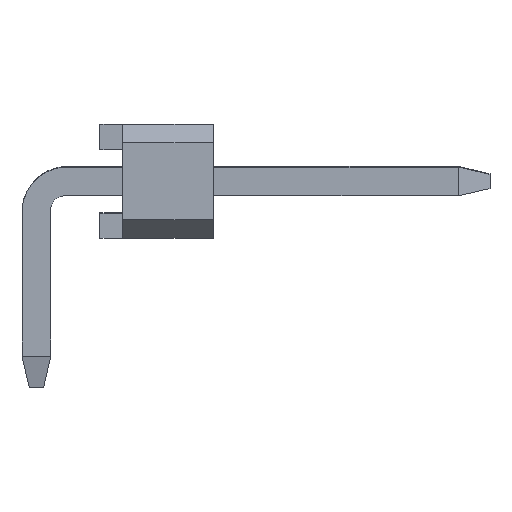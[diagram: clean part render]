
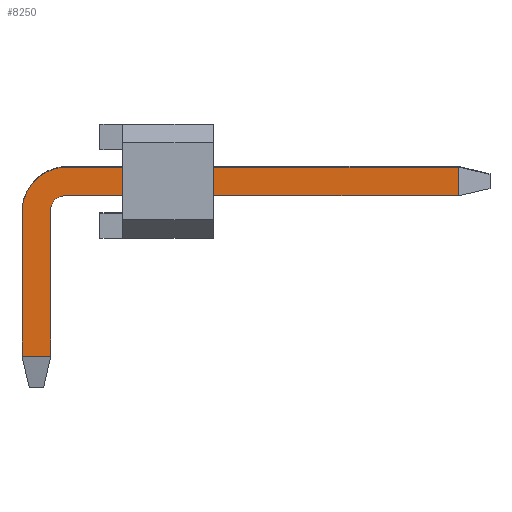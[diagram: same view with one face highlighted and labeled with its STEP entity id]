
A CAD part, left-side view. The second image highlights one B-rep face of the part: STEP entity #8250.
In plain terms, the highlighted planar face has unit normal (-1, 0, 0).
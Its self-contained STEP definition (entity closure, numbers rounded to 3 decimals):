
#7909=CARTESIAN_POINT('',(52.424,25.784,2.138));
#7910=DIRECTION('',(1.,0.,0.));
#7911=DIRECTION('',(0.,1.,0.));
#7912=AXIS2_PLACEMENT_3D('',#7909,#7910,#7911);
#7914=DIRECTION('',(0.,0.,1.));
#7915=VECTOR('',#7914,3.233);
#7916=CARTESIAN_POINT('',(52.424,26.084,-1.095));
#7917=LINE('',#7916,#7915);
#7918=DIRECTION('',(0.,-1.,0.));
#7919=VECTOR('',#7918,0.635);
#7920=CARTESIAN_POINT('',(52.424,26.719,-1.095));
#7921=LINE('',#7920,#7919);
#7922=DIRECTION('',(0.,0.,-1.));
#7923=VECTOR('',#7922,3.168);
#7924=CARTESIAN_POINT('',(52.424,26.719,2.073));
#7925=LINE('',#7924,#7923);
#7926=CARTESIAN_POINT('',(52.424,25.719,2.073));
#7927=DIRECTION('',(-1.,0.,0.));
#7928=DIRECTION('',(0.,0.707,0.707));
#7929=AXIS2_PLACEMENT_3D('',#7926,#7927,#7928);
#7931=CARTESIAN_POINT('',(52.424,25.719,2.073));
#7932=DIRECTION('',(-1.,0.,0.));
#7933=DIRECTION('',(0.,0.,1.));
#7934=AXIS2_PLACEMENT_3D('',#7931,#7932,#7933);
#7936=DIRECTION('',(0.,-1.,0.));
#7937=VECTOR('',#7936,8.683);
#7938=CARTESIAN_POINT('',(52.424,25.784,2.438));
#7939=LINE('',#7938,#7937);
#7940=CARTESIAN_POINT('',(52.424,25.784,2.138));
#7941=DIRECTION('',(1.,0.,0.));
#7942=DIRECTION('',(0.,0.707,0.707));
#7943=AXIS2_PLACEMENT_3D('',#7940,#7941,#7942);
#7953=DIRECTION('',(0.,-1.,0.));
#7954=VECTOR('',#7953,8.618);
#7955=CARTESIAN_POINT('',(52.424,25.719,3.073));
#7956=LINE('',#7955,#7954);
#7965=DIRECTION('',(0.,0.,-1.));
#7966=VECTOR('',#7965,0.635);
#7967=CARTESIAN_POINT('',(52.424,17.101,3.073));
#7968=LINE('',#7967,#7966);
#7989=CARTESIAN_POINT('',(52.424,17.101,3.073));
#7990=VERTEX_POINT('',#7989);
#7995=CARTESIAN_POINT('',(52.424,17.101,2.438));
#7996=VERTEX_POINT('',#7995);
#7999=CARTESIAN_POINT('',(52.424,25.719,3.073));
#8000=VERTEX_POINT('',#7999);
#8007=CARTESIAN_POINT('',(52.424,25.784,2.438));
#8008=VERTEX_POINT('',#8007);
#8013=CARTESIAN_POINT('',(52.424,26.426,2.78));
#8014=VERTEX_POINT('',#8013);
#8015=CARTESIAN_POINT('',(52.424,26.719,2.073));
#8016=VERTEX_POINT('',#8015);
#8017=CARTESIAN_POINT('',(52.424,25.996,2.35));
#8018=VERTEX_POINT('',#8017);
#8019=CARTESIAN_POINT('',(52.424,26.084,2.138));
#8020=VERTEX_POINT('',#8019);
#8025=CARTESIAN_POINT('',(52.424,26.719,-1.095));
#8026=VERTEX_POINT('',#8025);
#8027=CARTESIAN_POINT('',(52.424,26.084,-1.095));
#8028=VERTEX_POINT('',#8027);
#8229=CARTESIAN_POINT('',(52.424,26.084,-1.795));
#8230=DIRECTION('',(-1.,0.,0.));
#8231=DIRECTION('',(0.,0.,1.));
#8232=AXIS2_PLACEMENT_3D('',#8229,#8230,#8231);
#8233=PLANE('',#8232);
#8234=ORIENTED_EDGE('',*,*,#8117,.F.);
#8235=ORIENTED_EDGE('',*,*,#8136,.F.);
#8237=ORIENTED_EDGE('',*,*,#8236,.F.);
#8238=ORIENTED_EDGE('',*,*,#8205,.F.);
#8239=ORIENTED_EDGE('',*,*,#8217,.F.);
#8240=ORIENTED_EDGE('',*,*,#8224,.F.);
#8242=ORIENTED_EDGE('',*,*,#8241,.T.);
#8244=ORIENTED_EDGE('',*,*,#8243,.T.);
#8246=ORIENTED_EDGE('',*,*,#8245,.F.);
#8247=ORIENTED_EDGE('',*,*,#8119,.F.);
#8248=EDGE_LOOP('',(#8234,#8235,#8237,#8238,#8239,#8240,#8242,#8244,#8246,
#8247));
#8249=FACE_OUTER_BOUND('',#8248,.F.);
#8250=ADVANCED_FACE('',(#8249),#8233,.T.);
#7913=CIRCLE('',#7912,0.3);
#7930=CIRCLE('',#7929,1.);
#7935=CIRCLE('',#7934,1.);
#7944=CIRCLE('',#7943,0.3);
#8117=EDGE_CURVE('',#8020,#8018,#7913,.T.);
#8119=EDGE_CURVE('',#8018,#8008,#7944,.T.);
#8136=EDGE_CURVE('',#8028,#8020,#7917,.T.);
#8205=EDGE_CURVE('',#8016,#8026,#7925,.T.);
#8217=EDGE_CURVE('',#8014,#8016,#7930,.T.);
#8224=EDGE_CURVE('',#8000,#8014,#7935,.T.);
#8236=EDGE_CURVE('',#8026,#8028,#7921,.T.);
#8241=EDGE_CURVE('',#8000,#7990,#7956,.T.);
#8243=EDGE_CURVE('',#7990,#7996,#7968,.T.);
#8245=EDGE_CURVE('',#8008,#7996,#7939,.T.);
